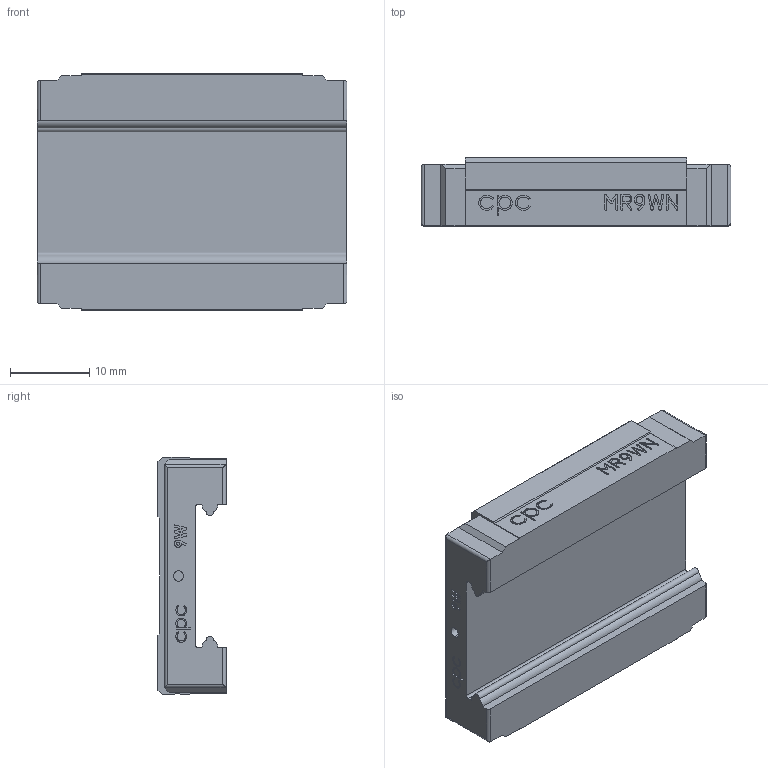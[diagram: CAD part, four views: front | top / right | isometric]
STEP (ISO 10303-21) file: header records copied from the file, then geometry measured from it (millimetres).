
FILE_DESCRIPTION (( 'STEP AP203' ), '1' );
FILE_NAME ('9WN-SS-ZZ-block.STEP', '2009-08-03T03:16:30', ( 'cpc' ), ( '' ), 'SwSTEP 2.0', 'SolidWorks 2007', '' );
FILE_SCHEMA (( 'CONFIG_CONTROL_DESIGN' ));
Length unit declared in the file: millimetre
Products named in the file (1): 9WN-SS-ZZ-block
Bounding box: 39.1 x 8.6 x 30 mm (x, y, z)
Volume: 6798.3 mm3; surface area: 3977.9 mm2
Topology: 1 solids, 1 shells, 507 faces, 1361 edges, 894 vertices
Faces by surface type: bspline 232, plane 217, cylinder 42, cone 16
Entity records: 25664 total; most frequent: CARTESIAN_POINT 14499, ORIENTED_EDGE 2706, DIRECTION 1509, EDGE_CURVE 1353, VERTEX_POINT 894, VECTOR 805, LINE 805, EDGE_LOOP 553
